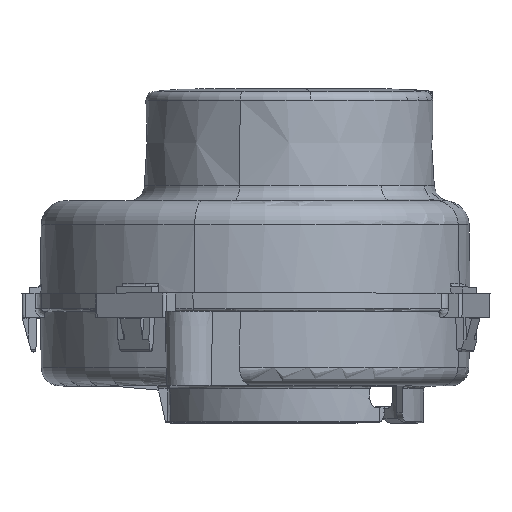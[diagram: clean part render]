
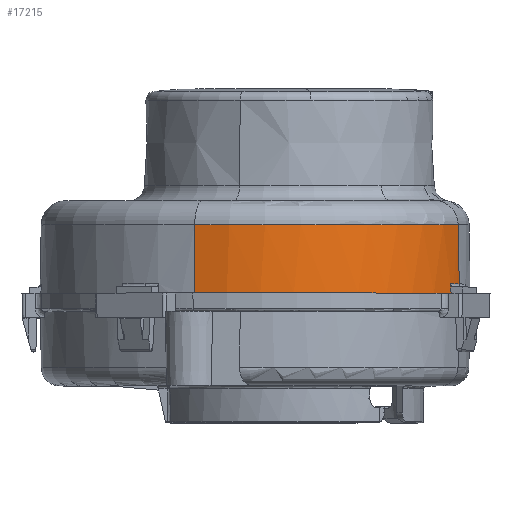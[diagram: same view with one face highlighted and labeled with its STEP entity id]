
A CAD part, top view. The second image highlights one B-rep face of the part: STEP entity #17215.
In plain terms, the highlighted conical face has half-angle 1 degrees and reference radius 33.5 mm.
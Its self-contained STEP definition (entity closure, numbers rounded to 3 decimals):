
#15771=AXIS2_PLACEMENT_3D('Circle Axis2P3D',#15769,#15770,$) ;
#17169=AXIS2_PLACEMENT_3D('Cone Axis2P3D',#17166,#17167,#17168) ;
#17180=AXIS2_PLACEMENT_3D('Circle Axis2P3D',#17178,#17179,$) ;
#17203=AXIS2_PLACEMENT_3D('Circle Axis2P3D',#17201,#17202,$) ;
#15741=CARTESIAN_POINT('Vertex',(592.872,-212.232,514.887)) ;
#15766=CARTESIAN_POINT('Vertex',(550.183,-212.232,534.794)) ;
#15769=CARTESIAN_POINT('Axis2P3D Location',(561.574,-212.232,503.495)) ;
#17131=CARTESIAN_POINT('Line Origine',(592.931,-215.801,514.908)) ;
#17135=CARTESIAN_POINT('Vertex',(593.03,-221.81,514.944)) ;
#17166=CARTESIAN_POINT('Axis2P3D Location',(561.574,-223.301,503.495)) ;
#17171=CARTESIAN_POINT('Line Origine',(550.161,-215.801,534.852)) ;
#17175=CARTESIAN_POINT('Vertex',(550.117,-223.301,534.975)) ;
#17178=CARTESIAN_POINT('Axis2P3D Location',(561.574,-223.301,503.495)) ;
#17182=CARTESIAN_POINT('Vertex',(591.708,-223.301,518.132)) ;
#17186=CARTESIAN_POINT('Control Point',(591.668,-222.301,518.173)) ;
#17187=CARTESIAN_POINT('Control Point',(591.681,-222.635,518.16)) ;
#17188=CARTESIAN_POINT('Control Point',(591.695,-222.968,518.146)) ;
#17189=CARTESIAN_POINT('Control Point',(591.708,-223.301,518.132)) ;
#17190=CARTESIAN_POINT('Vertex',(591.668,-222.301,518.173)) ;
#17194=CARTESIAN_POINT('Control Point',(591.668,-222.301,518.173)) ;
#17195=CARTESIAN_POINT('Control Point',(591.662,-222.138,518.18)) ;
#17196=CARTESIAN_POINT('Control Point',(591.655,-221.974,518.187)) ;
#17197=CARTESIAN_POINT('Control Point',(591.649,-221.81,518.194)) ;
#17198=CARTESIAN_POINT('Vertex',(591.649,-221.81,518.194)) ;
#17201=CARTESIAN_POINT('Axis2P3D Location',(561.574,-221.81,503.495)) ;
#15770=DIRECTION('Axis2P3D Direction',(0.,-1.,0.)) ;
#17132=DIRECTION('Vector Direction',(0.016,-1.,0.006)) ;
#17167=DIRECTION('Axis2P3D Direction',(0.,-1.,0.)) ;
#17168=DIRECTION('Axis2P3D XDirection',(0.94,0.,0.342)) ;
#17172=DIRECTION('Vector Direction',(-0.006,-1.,0.016)) ;
#17179=DIRECTION('Axis2P3D Direction',(0.,-1.,0.)) ;
#17202=DIRECTION('Axis2P3D Direction',(0.,-1.,0.)) ;
#17133=VECTOR('Line Direction',#17132,1.) ;
#17173=VECTOR('Line Direction',#17172,1.) ;
#17207=ORIENTED_EDGE('',*,*,#17137,.T.) ;
#17208=ORIENTED_EDGE('',*,*,#15773,.F.) ;
#17209=ORIENTED_EDGE('',*,*,#17177,.F.) ;
#17210=ORIENTED_EDGE('',*,*,#17184,.T.) ;
#17211=ORIENTED_EDGE('',*,*,#17192,.F.) ;
#17212=ORIENTED_EDGE('',*,*,#17200,.T.) ;
#17213=ORIENTED_EDGE('',*,*,#17205,.F.) ;
#17215=ADVANCED_FACE('Hauptk\X2\00F6\X0\rper',(#17214),#17170,.T.) ;
#17185=B_SPLINE_CURVE_WITH_KNOTS('',3,(#17186,#17187,#17188,#17189),.UNSPECIFIED.,.F.,.U.,(4,4),(0.,1.417),.UNSPECIFIED.) ;
#17193=B_SPLINE_CURVE_WITH_KNOTS('',3,(#17194,#17195,#17196,#17197),.UNSPECIFIED.,.F.,.U.,(4,4),(0.,0.696),.UNSPECIFIED.) ;
#15772=CIRCLE('generated circle',#15771,33.307) ;
#17181=CIRCLE('generated circle',#17180,33.5) ;
#17204=CIRCLE('generated circle',#17203,33.474) ;
#17170=CONICAL_SURFACE('Cone',#17169,33.5,0.017) ;
#15773=EDGE_CURVE('',#15767,#15742,#15772,.F.) ;
#17137=EDGE_CURVE('',#17136,#15742,#17134,.F.) ;
#17177=EDGE_CURVE('',#17176,#15767,#17174,.F.) ;
#17184=EDGE_CURVE('',#17176,#17183,#17181,.F.) ;
#17192=EDGE_CURVE('',#17191,#17183,#17185,.T.) ;
#17200=EDGE_CURVE('',#17191,#17199,#17193,.T.) ;
#17205=EDGE_CURVE('',#17136,#17199,#17204,.T.) ;
#17206=EDGE_LOOP('',(#17207,#17208,#17209,#17210,#17211,#17212,#17213)) ;
#17214=FACE_OUTER_BOUND('',#17206,.T.) ;
#17134=LINE('Line',#17131,#17133) ;
#17174=LINE('Line',#17171,#17173) ;
#15742=VERTEX_POINT('',#15741) ;
#15767=VERTEX_POINT('',#15766) ;
#17136=VERTEX_POINT('',#17135) ;
#17176=VERTEX_POINT('',#17175) ;
#17183=VERTEX_POINT('',#17182) ;
#17191=VERTEX_POINT('',#17190) ;
#17199=VERTEX_POINT('',#17198) ;
